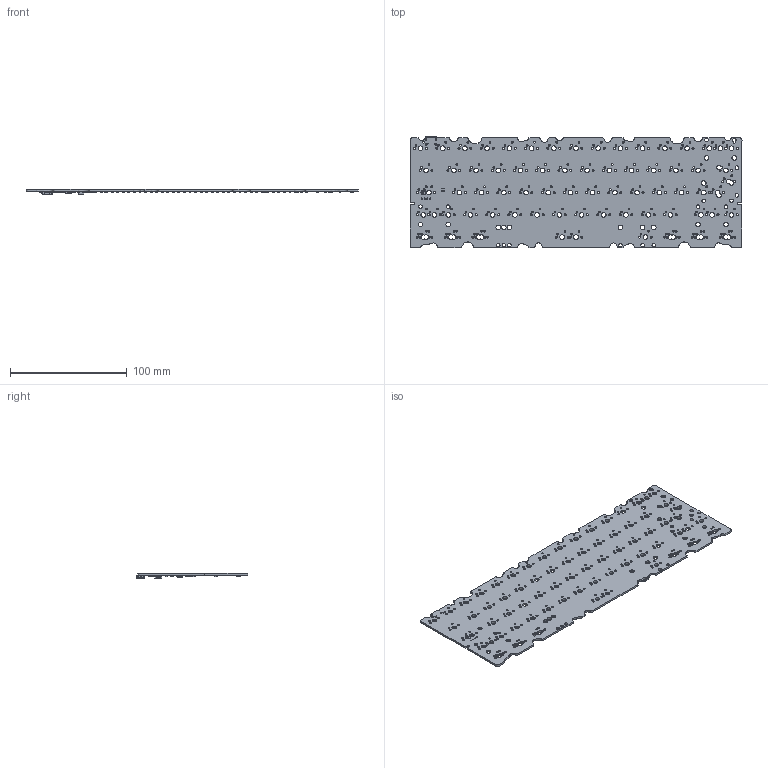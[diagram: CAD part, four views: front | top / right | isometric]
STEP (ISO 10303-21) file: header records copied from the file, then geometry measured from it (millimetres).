
FILE_DESCRIPTION(('KiCad electronic assembly'),'2;1');
FILE_NAME('bb.step','2022-07-24T21:38:48',('Pcbnew'),('Kicad'), 'Open CASCADE STEP processor 7.6','KiCad to STEP converter','Unknown' );
FILE_SCHEMA(('AUTOMOTIVE_DESIGN { 1 0 10303 214 1 1 1 1 }'));
Length unit declared in the file: millimetre
Products named in the file (31): bb 1; D_SOD-123; SOLID; R_0402_1005Metric; C_0402_1005Metric; SOIC-8_5.275x5.275mm_P1.27mm; SW_SPST_TL3342; Fuse_1206_3216Metric; SOT-23-6; HRO_TYPE-C-31-M-12; SOT-23; RP2040_QFN_PACKAGE; COMPOUND; Crystal_SMD_3225-4Pin_3.2x2.5mm; R_0603_1608Metric; SM04B-SRSS-TBLFSN--3DModel-STEP-56544; basic60 PCB
Assembly tree (116 placements, depth 3):
  bb 1
    D_SOD-123  x64
      SOLID
    R_0402_1005Metric  x6
      SOLID
    C_0402_1005Metric  x16
      SOLID
    SOIC-8_5.275x5.275mm_P1.27mm
      SOLID
    SW_SPST_TL3342  x2
      SOLID
    Fuse_1206_3216Metric
      SOLID
    SOT-23-6  x2
      SOLID
    HRO_TYPE-C-31-M-12
      SOLID
      SOLID
      SOLID
      SOLID
    SOT-23
      SOLID
    RP2040_QFN_PACKAGE
      COMPOUND
    Crystal_SMD_3225-4Pin_3.2x2.5mm
      SOLID
    R_0603_1608Metric  x2
      SOLID
    SM04B-SRSS-TBLFSN--3DModel-STEP-56544
      COMPOUND
    basic60 PCB
Bounding box: 284.7 x 95.43 x 4.81 mm (x, y, z)
Volume: 39704.6 mm3; surface area: 57272 mm2
Topology: 124 solids, 126 shells, 7653 faces, 18973 edges, 11680 vertices
Faces by surface type: bspline 7061, cylinder 527, plane 61, extrusion 4
Full cylindrical faces by diameter (mm): 0.35 x9, 0.65 x2, 1.04 x4, 1.524 x151, 1.75 x126, 3.048 x15, 3.988 x75
Entity records: 176146 total; most frequent: CARTESIAN_POINT 68283, ORIENTED_EDGE 13588, PCURVE 13588, DEFINITIONAL_REPRESENTATION 13588, B_SPLINE_CURVE_WITH_KNOTS 13570, EDGE_CURVE 6794, DIRECTION 6540, SURFACE_CURVE 6405
